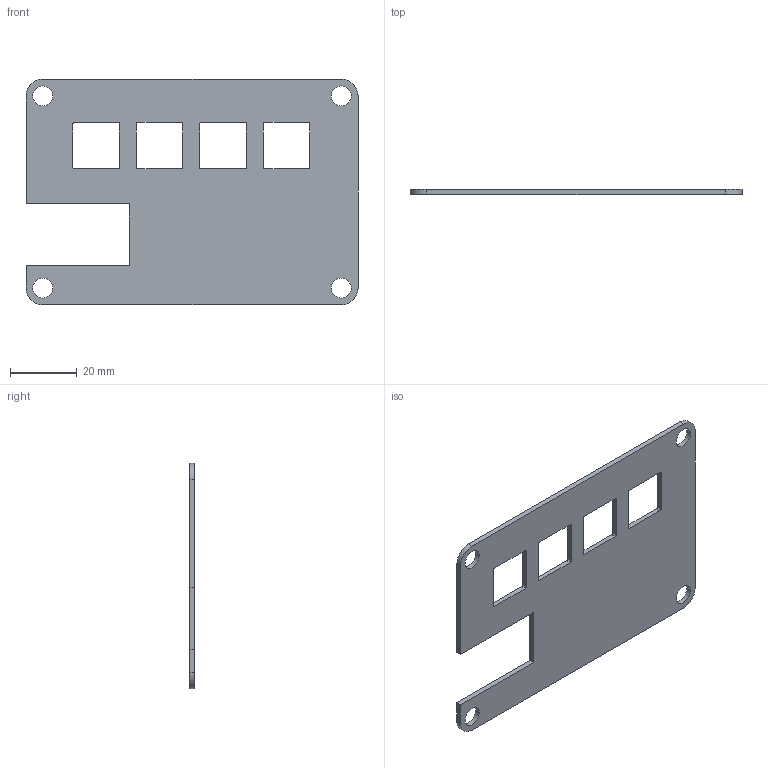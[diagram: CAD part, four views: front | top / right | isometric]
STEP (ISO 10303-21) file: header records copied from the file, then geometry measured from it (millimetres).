
FILE_DESCRIPTION(/* description */ (''),/* implementation_level */ '2;1');
FILE_NAME(/* name */ 'Macropad Cover.step',/* time_stamp */ '2025-12-03T19:41:04+06:00',/* author */ (''),/* organization */ (''),/* preprocessor_version */ 'ST-DEVELOPER v20.1',/* originating_system */ 'Autodesk Translation Framework v14.21.0.0',/* authorisation */ '');
FILE_SCHEMA (('AUTOMOTIVE_DESIGN { 1 0 10303 214 3 1 1 }'));
Length unit declared in the file: millimetre
Products named in the file (1): 2025-12-03-19-22-34-786
Bounding box: 99.61 x 1.5 x 67.62 mm (x, y, z)
Volume: 7813 mm3; surface area: 11657.4 mm2
Topology: 1 solids, 1 shells, 351 faces, 984 edges, 656 vertices
Faces by surface type: bspline 196, plane 131, cylinder 24
Full cylindrical faces by diameter (mm): 6 x4
Entity records: 13131 total; most frequent: CARTESIAN_POINT 5324, ORIENTED_EDGE 1968, EDGE_CURVE 984, DIRECTION 952, VERTEX_POINT 656, LINE 544, VECTOR 544, B_SPLINE_CURVE_WITH_KNOTS 392
